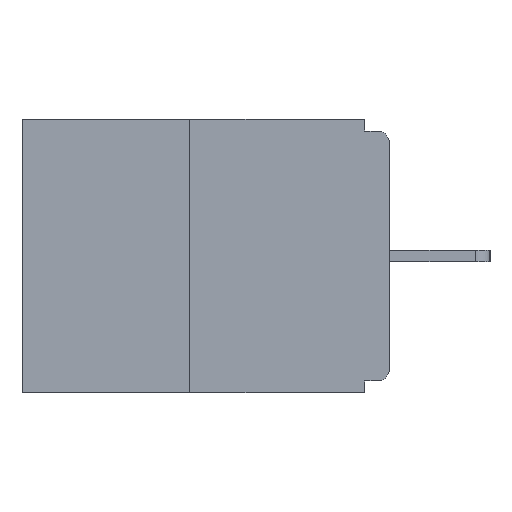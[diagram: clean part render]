
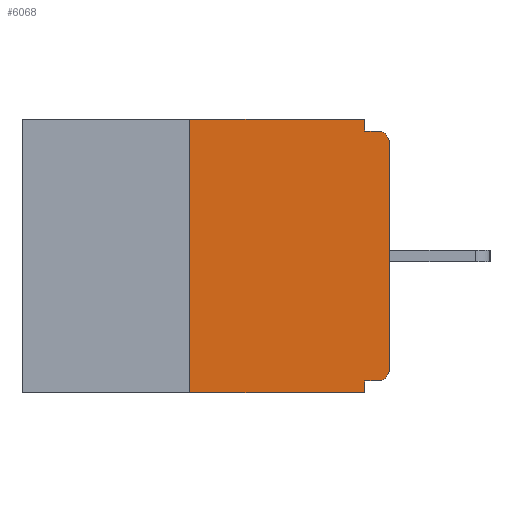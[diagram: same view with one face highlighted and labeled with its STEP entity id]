
A CAD part, left-side view. The second image highlights one B-rep face of the part: STEP entity #6068.
In plain terms, the highlighted planar face has unit normal (-1, 0, 0).
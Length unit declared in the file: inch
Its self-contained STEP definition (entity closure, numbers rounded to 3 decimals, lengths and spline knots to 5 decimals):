
#67 = CARTESIAN_POINT ( 'NONE',  ( 0., 0., -0.328 ) ) ;
#405 = VERTEX_POINT ( 'NONE', #12974 ) ;
#522 = LINE ( 'NONE', #14309, #3551 ) ;
#1226 = CARTESIAN_POINT ( 'NONE',  ( 0., 0.031, 0. ) ) ;
#1295 = AXIS2_PLACEMENT_3D ( 'NONE', #6650, #21941, #14343 ) ;
#1491 = VERTEX_POINT ( 'NONE', #24520 ) ;
#1541 = VECTOR ( 'NONE', #24683, 39.37008 ) ;
#2141 = AXIS2_PLACEMENT_3D ( 'NONE', #18505, #22323, #22477 ) ;
#2183 = VECTOR ( 'NONE', #11026, 39.37008 ) ;
#2608 = ORIENTED_EDGE ( 'NONE', *, *, #15352, .T. ) ;
#2678 = EDGE_CURVE ( 'NONE', #17477, #5739, #22756, .T. ) ;
#3071 = LINE ( 'NONE', #7309, #2183 ) ;
#3177 = DIRECTION ( 'NONE',  ( -1., 0., 0. ) ) ;
#3233 = PLANE ( 'NONE',  #2141 ) ;
#3481 = CARTESIAN_POINT ( 'NONE',  ( 0., 0., -0.313 ) ) ;
#3546 = ORIENTED_EDGE ( 'NONE', *, *, #6565, .F. ) ;
#3551 = VECTOR ( 'NONE', #20123, 39.37008 ) ;
#3561 = EDGE_CURVE ( 'NONE', #5540, #8344, #4305, .T. ) ;
#3583 = EDGE_CURVE ( 'NONE', #24248, #17477, #12731, .T. ) ;
#3667 = EDGE_CURVE ( 'NONE', #5739, #405, #16965, .T. ) ;
#3764 = DIRECTION ( 'NONE',  ( 0., 0., -1. ) ) ;
#3888 = DIRECTION ( 'NONE',  ( 0., 1., 0. ) ) ;
#4220 = CARTESIAN_POINT ( 'NONE',  ( 0., 0., -0.03 ) ) ;
#4305 = LINE ( 'NONE', #21058, #16390 ) ;
#4405 = EDGE_CURVE ( 'NONE', #24248, #15211, #522, .T. ) ;
#5087 = EDGE_CURVE ( 'NONE', #17218, #5540, #15367, .T. ) ;
#5540 = VERTEX_POINT ( 'NONE', #3481 ) ;
#5739 = VERTEX_POINT ( 'NONE', #1226 ) ;
#6068 = ADVANCED_FACE ( 'NONE', ( #24327 ), #3233, .F. ) ;
#6532 = ORIENTED_EDGE ( 'NONE', *, *, #9637, .F. ) ;
#6565 = EDGE_CURVE ( 'NONE', #17218, #23703, #24011, .T. ) ;
#6650 = CARTESIAN_POINT ( 'NONE',  ( 0., 0.015, -0.03 ) ) ;
#7103 = ORIENTED_EDGE ( 'NONE', *, *, #3583, .F. ) ;
#7309 = CARTESIAN_POINT ( 'NONE',  ( 0., 0., -0.015 ) ) ;
#7366 = DIRECTION ( 'NONE',  ( 0., 0., 1. ) ) ;
#7484 = CARTESIAN_POINT ( 'NONE',  ( 0., 0.25, -0.343 ) ) ;
#8344 = VERTEX_POINT ( 'NONE', #4220 ) ;
#9637 = EDGE_CURVE ( 'NONE', #23703, #15211, #22963, .T. ) ;
#10077 = CARTESIAN_POINT ( 'NONE',  ( 0., 0.46, 0. ) ) ;
#10815 = ORIENTED_EDGE ( 'NONE', *, *, #22451, .F. ) ;
#11026 = DIRECTION ( 'NONE',  ( 0., -1., 0. ) ) ;
#11801 = CARTESIAN_POINT ( 'NONE',  ( 0., 0.031, -0.343 ) ) ;
#11973 = ORIENTED_EDGE ( 'NONE', *, *, #5087, .T. ) ;
#12731 = LINE ( 'NONE', #22739, #13698 ) ;
#12974 = CARTESIAN_POINT ( 'NONE',  ( 0., 0.031, -0.015 ) ) ;
#13364 = CARTESIAN_POINT ( 'NONE',  ( 0., 0.015, -0.328 ) ) ;
#13698 = VECTOR ( 'NONE', #7366, 39.37008 ) ;
#14193 = VECTOR ( 'NONE', #3764, 39.37008 ) ;
#14309 = CARTESIAN_POINT ( 'NONE',  ( 0., 0.46, -0.343 ) ) ;
#14343 = DIRECTION ( 'NONE',  ( 0., 0., -1. ) ) ;
#14604 = ORIENTED_EDGE ( 'NONE', *, *, #2678, .F. ) ;
#14715 = EDGE_LOOP ( 'NONE', ( #14604, #7103, #15384, #6532, #3546, #11973, #16816, #2608, #10815, #24046 ) ) ;
#14771 = CARTESIAN_POINT ( 'NONE',  ( 0., 0.015, -0.313 ) ) ;
#15211 = VERTEX_POINT ( 'NONE', #11801 ) ;
#15290 = VECTOR ( 'NONE', #3888, 39.37008 ) ;
#15352 = EDGE_CURVE ( 'NONE', #8344, #1491, #23314, .T. ) ;
#15367 = CIRCLE ( 'NONE', #16204, 0.015 ) ;
#15384 = ORIENTED_EDGE ( 'NONE', *, *, #4405, .T. ) ;
#16204 = AXIS2_PLACEMENT_3D ( 'NONE', #14771, #3177, #16692 ) ;
#16390 = VECTOR ( 'NONE', #24929, 39.37008 ) ;
#16692 = DIRECTION ( 'NONE',  ( 0., 0., -1. ) ) ;
#16816 = ORIENTED_EDGE ( 'NONE', *, *, #3561, .T. ) ;
#16965 = LINE ( 'NONE', #16987, #1541 ) ;
#16987 = CARTESIAN_POINT ( 'NONE',  ( 0., 0.031, 0. ) ) ;
#17218 = VERTEX_POINT ( 'NONE', #13364 ) ;
#17477 = VERTEX_POINT ( 'NONE', #18046 ) ;
#18046 = CARTESIAN_POINT ( 'NONE',  ( 0., 0.25, 0. ) ) ;
#18505 = CARTESIAN_POINT ( 'NONE',  ( 0., 0.46, 0. ) ) ;
#18763 = CARTESIAN_POINT ( 'NONE',  ( 0., 0.031, -0.328 ) ) ;
#18814 = VECTOR ( 'NONE', #19936, 39.37008 ) ;
#19936 = DIRECTION ( 'NONE',  ( 0., -1., 0. ) ) ;
#20123 = DIRECTION ( 'NONE',  ( 0., -1., 0. ) ) ;
#21058 = CARTESIAN_POINT ( 'NONE',  ( 0., 0., 0. ) ) ;
#21941 = DIRECTION ( 'NONE',  ( -1., 0., 0. ) ) ;
#22323 = DIRECTION ( 'NONE',  ( 1., 0., 0. ) ) ;
#22451 = EDGE_CURVE ( 'NONE', #405, #1491, #3071, .T. ) ;
#22477 = DIRECTION ( 'NONE',  ( 0., 0., -1. ) ) ;
#22739 = CARTESIAN_POINT ( 'NONE',  ( 0., 0.25, 0. ) ) ;
#22756 = LINE ( 'NONE', #10077, #18814 ) ;
#22963 = LINE ( 'NONE', #24874, #14193 ) ;
#23314 = CIRCLE ( 'NONE', #1295, 0.015 ) ;
#23703 = VERTEX_POINT ( 'NONE', #18763 ) ;
#24011 = LINE ( 'NONE', #67, #15290 ) ;
#24046 = ORIENTED_EDGE ( 'NONE', *, *, #3667, .F. ) ;
#24248 = VERTEX_POINT ( 'NONE', #7484 ) ;
#24327 = FACE_OUTER_BOUND ( 'NONE', #14715, .T. ) ;
#24520 = CARTESIAN_POINT ( 'NONE',  ( 0., 0.015, -0.015 ) ) ;
#24683 = DIRECTION ( 'NONE',  ( 0., 0., -1. ) ) ;
#24874 = CARTESIAN_POINT ( 'NONE',  ( 0., 0.031, -0.343 ) ) ;
#24929 = DIRECTION ( 'NONE',  ( 0., 0., 1. ) ) ;
